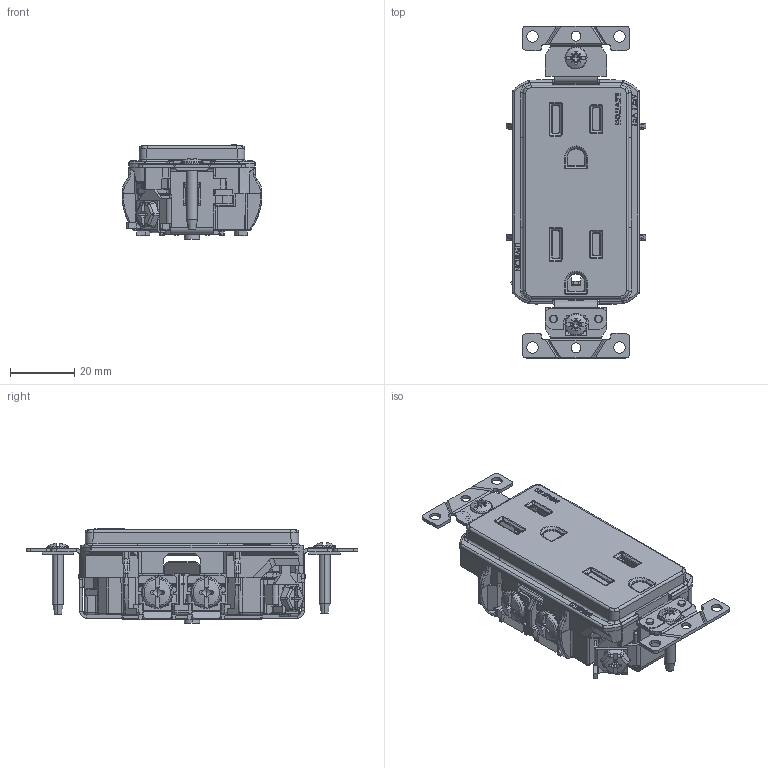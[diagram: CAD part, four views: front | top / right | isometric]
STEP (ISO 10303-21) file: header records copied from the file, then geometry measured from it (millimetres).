
FILE_DESCRIPTION (( 'STEP AP214' ), '1' );
FILE_NAME ('CATSTD-TDR15-XXX-M01.STEP', '2020-10-08T18:08:24', ( '' ), ( '' ), 'SwSTEP 2.0', 'SolidWorks 2020', '' );
FILE_SCHEMA (( 'AUTOMOTIVE_DESIGN' ));
Length unit declared in the file: inch
Products named in the file (1): CATSTD-TDR15-XXX-M01
Bounding box: 43.43 x 103.17 x 29.24 mm (x, y, z)
Volume: 35169.3 mm3; surface area: 27772 mm2
Topology: 7 solids, 21 shells, 3749 faces, 9865 edges, 6213 vertices
Faces by surface type: plane 2274, cylinder 815, bspline 366, cone 136, torus 109, sphere 49
Entity records: 168244 total; most frequent: CARTESIAN_POINT 32591, ORIENTED_EDGE 19668, DIRECTION 16958, EDGE_CURVE 9834, VECTOR 6348, LINE 6348, VERTEX_POINT 6213, AXIS2_PLACEMENT_3D 5305
